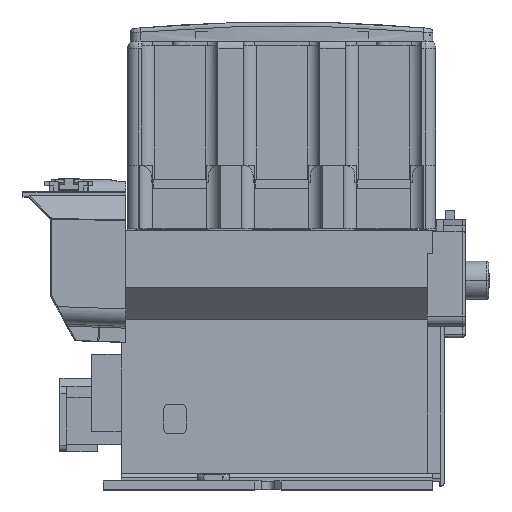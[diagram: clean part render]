
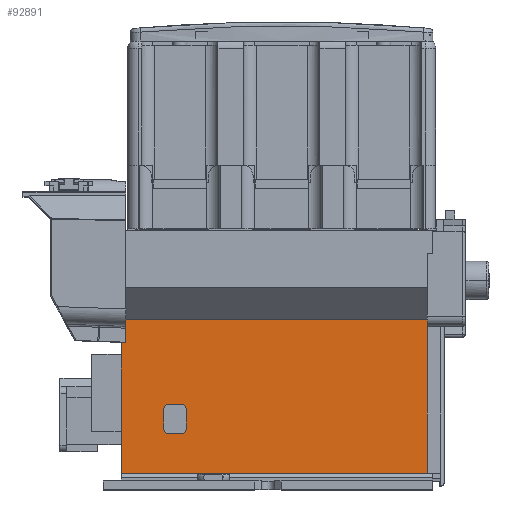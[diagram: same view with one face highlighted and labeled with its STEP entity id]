
A CAD part, top view. The second image highlights one B-rep face of the part: STEP entity #92891.
In plain terms, the highlighted face is planar.
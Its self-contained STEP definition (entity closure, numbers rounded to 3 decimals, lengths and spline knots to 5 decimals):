
#89368=DIRECTION('',(0.,0.,-1.));
#89369=VECTOR('',#89368,0.1465);
#89370=CARTESIAN_POINT('',(-0.04525,0.08,0.0775));
#89371=LINE('',#89370,#89369);
#89372=DIRECTION('',(0.,1.,0.));
#89373=VECTOR('',#89372,0.0725);
#89374=CARTESIAN_POINT('',(-0.04525,0.0075,0.0775));
#89375=LINE('',#89374,#89373);
#89376=CARTESIAN_POINT('',(-0.04525,0.0285,-0.0405));
#89377=DIRECTION('',(1.,0.,0.));
#89378=DIRECTION('',(0.,0.,1.));
#89379=AXIS2_PLACEMENT_3D('',#89376,#89377,#89378);
#89381=DIRECTION('',(0.,-1.,0.));
#89382=VECTOR('',#89381,0.0095);
#89383=CARTESIAN_POINT('',(-0.04525,0.038,-0.0385));
#89384=LINE('',#89383,#89382);
#89385=CARTESIAN_POINT('',(-0.04525,0.038,-0.0405));
#89386=DIRECTION('',(1.,0.,0.));
#89387=DIRECTION('',(0.,1.,0.));
#89388=AXIS2_PLACEMENT_3D('',#89385,#89386,#89387);
#89390=DIRECTION('',(0.,0.,1.));
#89391=VECTOR('',#89390,0.0065);
#89392=CARTESIAN_POINT('',(-0.04525,0.04,-0.047));
#89393=LINE('',#89392,#89391);
#89394=CARTESIAN_POINT('',(-0.04525,0.038,-0.047));
#89395=DIRECTION('',(1.,0.,0.));
#89396=DIRECTION('',(0.,0.,-1.));
#89397=AXIS2_PLACEMENT_3D('',#89394,#89395,#89396);
#89399=DIRECTION('',(0.,1.,0.));
#89400=VECTOR('',#89399,0.0095);
#89401=CARTESIAN_POINT('',(-0.04525,0.0285,-0.049));
#89402=LINE('',#89401,#89400);
#89403=CARTESIAN_POINT('',(-0.04525,0.0285,-0.047));
#89404=DIRECTION('',(1.,0.,0.));
#89405=DIRECTION('',(0.,-1.,0.));
#89406=AXIS2_PLACEMENT_3D('',#89403,#89404,#89405);
#89408=DIRECTION('',(0.,0.,-1.));
#89409=VECTOR('',#89408,0.0065);
#89410=CARTESIAN_POINT('',(-0.04525,0.0265,-0.0405));
#89411=LINE('',#89410,#89409);
#89412=DIRECTION('',(0.,0.,-1.));
#89413=VECTOR('',#89412,0.1465);
#89414=CARTESIAN_POINT('',(-0.04525,0.0075,0.0775));
#89415=LINE('',#89414,#89413);
#89460=DIRECTION('',(0.,1.,0.));
#89461=VECTOR('',#89460,0.0725);
#89462=CARTESIAN_POINT('',(-0.04525,0.0075,-0.069));
#89463=LINE('',#89462,#89461);
#91194=CARTESIAN_POINT('',(-0.04525,0.04,-0.0405));
#91196=VERTEX_POINT('',#91194);
#91200=CARTESIAN_POINT('',(-0.04525,0.04,-0.047));
#91201=VERTEX_POINT('',#91200);
#91204=CARTESIAN_POINT('',(-0.04525,0.038,-0.049));
#91205=VERTEX_POINT('',#91204);
#91210=CARTESIAN_POINT('',(-0.04525,0.0285,-0.049));
#91211=VERTEX_POINT('',#91210);
#91212=CARTESIAN_POINT('',(-0.04525,0.0265,-0.047));
#91213=VERTEX_POINT('',#91212);
#91216=CARTESIAN_POINT('',(-0.04525,0.0265,-0.0405));
#91217=VERTEX_POINT('',#91216);
#91220=CARTESIAN_POINT('',(-0.04525,0.0285,-0.0385));
#91221=VERTEX_POINT('',#91220);
#91224=CARTESIAN_POINT('',(-0.04525,0.038,-0.0385));
#91225=VERTEX_POINT('',#91224);
#91289=CARTESIAN_POINT('',(-0.04525,0.0075,-0.069));
#91291=VERTEX_POINT('',#91289);
#91292=CARTESIAN_POINT('',(-0.04525,0.0075,0.0775));
#91294=VERTEX_POINT('',#91292);
#91296=CARTESIAN_POINT('',(-0.04525,0.08,-0.069));
#91297=VERTEX_POINT('',#91296);
#91324=CARTESIAN_POINT('',(-0.04525,0.08,0.0775));
#91325=VERTEX_POINT('',#91324);
#92860=CARTESIAN_POINT('',(-0.04525,0.0075,0.0775));
#92861=DIRECTION('',(1.,0.,0.));
#92862=DIRECTION('',(0.,1.,0.));
#92863=AXIS2_PLACEMENT_3D('',#92860,#92861,#92862);
#92864=PLANE('',#92863);
#92866=ORIENTED_EDGE('',*,*,#92865,.T.);
#92868=ORIENTED_EDGE('',*,*,#92867,.T.);
#92869=ORIENTED_EDGE('',*,*,#92849,.F.);
#92870=ORIENTED_EDGE('',*,*,#92601,.F.);
#92871=EDGE_LOOP('',(#92866,#92868,#92869,#92870));
#92872=FACE_OUTER_BOUND('',#92871,.F.);
#92874=ORIENTED_EDGE('',*,*,#92873,.F.);
#92876=ORIENTED_EDGE('',*,*,#92875,.F.);
#92878=ORIENTED_EDGE('',*,*,#92877,.F.);
#92880=ORIENTED_EDGE('',*,*,#92879,.F.);
#92882=ORIENTED_EDGE('',*,*,#92881,.F.);
#92884=ORIENTED_EDGE('',*,*,#92883,.F.);
#92886=ORIENTED_EDGE('',*,*,#92885,.F.);
#92888=ORIENTED_EDGE('',*,*,#92887,.F.);
#92889=EDGE_LOOP('',(#92874,#92876,#92878,#92880,#92882,#92884,#92886,#92888));
#92890=FACE_BOUND('',#92889,.F.);
#92891=ADVANCED_FACE('',(#92872,#92890),#92864,.F.);
#89380=CIRCLE('',#89379,0.002);
#89389=CIRCLE('',#89388,0.002);
#89398=CIRCLE('',#89397,0.002);
#89407=CIRCLE('',#89406,0.002);
#92601=EDGE_CURVE('',#91294,#91325,#89375,.T.);
#92849=EDGE_CURVE('',#91325,#91297,#89371,.T.);
#92865=EDGE_CURVE('',#91294,#91291,#89415,.T.);
#92867=EDGE_CURVE('',#91291,#91297,#89463,.T.);
#92873=EDGE_CURVE('',#91221,#91217,#89380,.T.);
#92875=EDGE_CURVE('',#91225,#91221,#89384,.T.);
#92877=EDGE_CURVE('',#91196,#91225,#89389,.T.);
#92879=EDGE_CURVE('',#91201,#91196,#89393,.T.);
#92881=EDGE_CURVE('',#91205,#91201,#89398,.T.);
#92883=EDGE_CURVE('',#91211,#91205,#89402,.T.);
#92885=EDGE_CURVE('',#91213,#91211,#89407,.T.);
#92887=EDGE_CURVE('',#91217,#91213,#89411,.T.);
